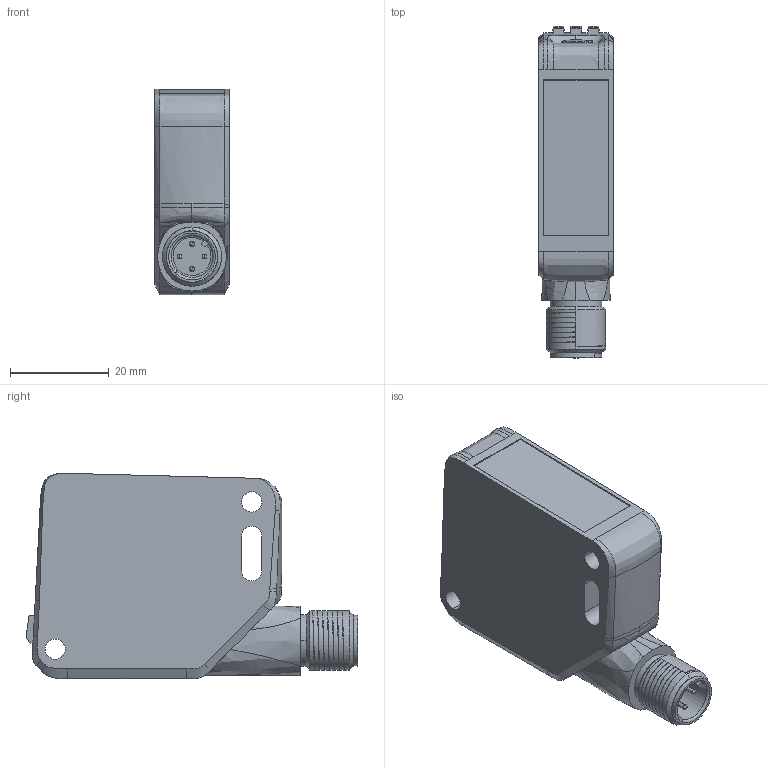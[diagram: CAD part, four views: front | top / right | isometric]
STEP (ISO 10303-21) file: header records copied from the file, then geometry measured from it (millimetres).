
FILE_DESCRIPTION((''),'2;1');
FILE_NAME('DM_CAD-5774','2018-04-20T',('creinig-se'),(''),'PRO/ENGINEER BY PARAMETRIC TECHNOLOGY CORPORATION, 2015440','PRO/ENGINEER BY PARAMETRIC TECHNOLOGY CORPORATION, 2015440','');
FILE_SCHEMA(('CONFIG_CONTROL_DESIGN'));
Length unit declared in the file: millimetre
Products named in the file (1): DM_CAD-5774
Bounding box: 15.1 x 67.4 x 41.71 mm (x, y, z)
Volume: 29921.1 mm3; surface area: 9171.2 mm2
Topology: 1 solids, 3 shells, 329 faces, 1369 edges, 1365 vertices
Faces by surface type: plane 120, cylinder 83, bspline 56, torus 32, sphere 18, cone 11, extrusion 9
Entity records: 23728 total; most frequent: CARTESIAN_POINT 8157, DIRECTION 1997, ORIENTED_EDGE 1802, PRESENTATION_STYLE_ASSIGNMENT 1560, STYLED_ITEM 1529, CURVE_STYLE 1433, EDGE_CURVE 901, VECTOR 755
